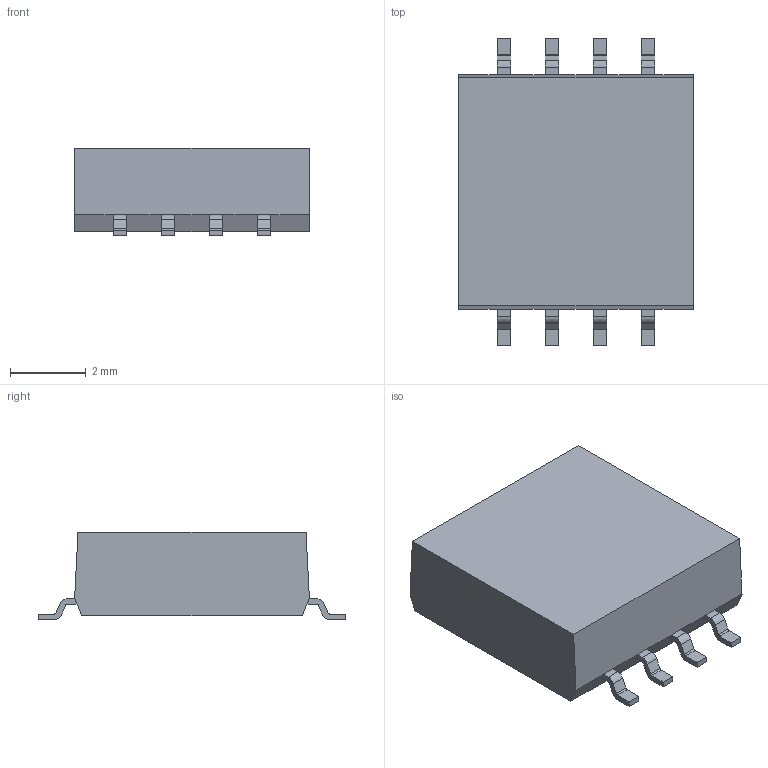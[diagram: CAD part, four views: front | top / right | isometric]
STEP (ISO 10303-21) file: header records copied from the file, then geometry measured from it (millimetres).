
FILE_DESCRIPTION((''),'2;1');
FILE_NAME('C-1571983-05-3','2007-09-05T',('workeradm'),('Tyco Electronics Corporation'),'PRO/ENGINEER BY PARAMETRIC TECHNOLOGY CORPORATION, 2005450','PRO/ENGINEER BY PARAMETRIC TECHNOLOGY CORPORATION, 2005450','');
FILE_SCHEMA(('CONFIG_CONTROL_DESIGN', 'GEOMETRIC_VALIDATION_PROPERTIES_MIM'));
Length unit declared in the file: millimetre
Products named in the file (1): C-1571983-05-3
Bounding box: 6.2 x 8.13 x 2.31 mm (x, y, z)
Volume: 83.9 mm3; surface area: 138.1 mm2
Topology: 1 solids, 1 shells, 112 faces, 314 edges, 204 vertices
Faces by surface type: plane 80, cylinder 32
Entity records: 3704 total; most frequent: CARTESIAN_POINT 631, ORIENTED_EDGE 628, DIRECTION 602, EDGE_CURVE 314, VECTOR 250, LINE 250, VERTEX_POINT 204, AXIS2_PLACEMENT_3D 176
